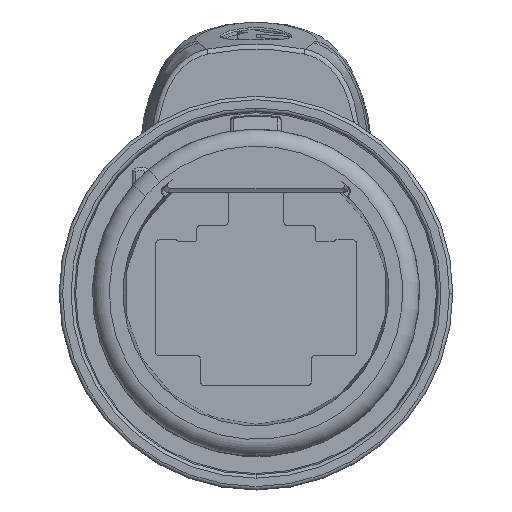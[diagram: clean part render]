
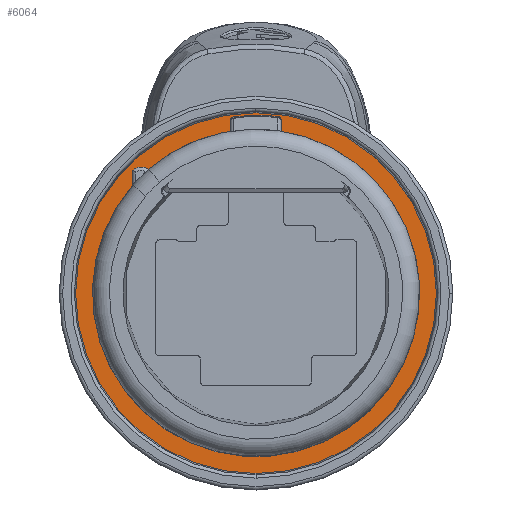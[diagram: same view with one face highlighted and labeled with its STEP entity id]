
A CAD part, top view. The second image highlights one B-rep face of the part: STEP entity #6064.
In plain terms, the highlighted planar face has unit normal (0, 0, 1).
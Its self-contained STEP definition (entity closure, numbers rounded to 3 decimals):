
#54=DIRECTION('',(-0.985,0.17,0.));
#55=VECTOR('',#54,0.146);
#56=CARTESIAN_POINT('',(1.65,8.215,-13.15));
#57=LINE('',#56,#55);
#58=DIRECTION('',(-0.01,1.,0.));
#59=VECTOR('',#58,0.337);
#60=CARTESIAN_POINT('',(1.506,8.24,-13.15));
#61=LINE('',#60,#59);
#62=DIRECTION('',(0.01,-1.,0.));
#63=VECTOR('',#62,0.243);
#64=CARTESIAN_POINT('',(-1.497,8.547,-13.15));
#65=LINE('',#64,#63);
#66=DIRECTION('',(-0.98,-0.198,0.));
#67=VECTOR('',#66,0.159);
#68=CARTESIAN_POINT('',(-1.494,8.303,-13.15));
#69=LINE('',#68,#67);
#70=DIRECTION('',(0.,1.,0.));
#71=VECTOR('',#70,1.261);
#72=CARTESIAN_POINT('',(-1.65,8.272,-13.15));
#73=LINE('',#72,#71);
#74=CARTESIAN_POINT('',(0.,0.,-13.15));
#75=DIRECTION('',(0.,0.,-1.));
#76=DIRECTION('',(-0.656,0.754,0.));
#77=AXIS2_PLACEMENT_3D('',#74,#75,#76);
#79=CARTESIAN_POINT('',(-6.8,6.7,-13.15));
#80=DIRECTION('',(0.,0.,-1.));
#81=DIRECTION('',(-0.667,0.745,0.));
#82=AXIS2_PLACEMENT_3D('',#79,#80,#81);
#84=DIRECTION('',(0.,-1.,0.));
#85=VECTOR('',#84,0.91);
#86=CARTESIAN_POINT('',(-7.3,7.259,-13.15));
#87=LINE('',#86,#85);
#88=CARTESIAN_POINT('',(0.,0.,-13.15));
#89=DIRECTION('',(0.,0.,-1.));
#90=DIRECTION('',(0.171,0.985,0.));
#91=AXIS2_PLACEMENT_3D('',#88,#89,#90);
#93=DIRECTION('',(0.,-1.,0.));
#94=VECTOR('',#93,1.318);
#95=CARTESIAN_POINT('',(1.65,9.533,-13.15));
#96=LINE('',#95,#94);
#97=CARTESIAN_POINT('',(0.,0.,-13.15));
#98=DIRECTION('',(0.,0.,-1.));
#99=DIRECTION('',(0.,1.,0.));
#100=AXIS2_PLACEMENT_3D('',#97,#98,#99);
#107=CARTESIAN_POINT('',(0.,0.,-13.15));
#108=DIRECTION('',(0.,0.,-1.));
#109=DIRECTION('',(0.,-1.,0.));
#110=AXIS2_PLACEMENT_3D('',#107,#108,#109);
#4752=CARTESIAN_POINT('',(-1.299,8.749,-13.15));
#4753=CARTESIAN_POINT('',(-1.365,8.748,-13.15));
#4754=CARTESIAN_POINT('',(-1.448,8.697,-13.15));
#4755=CARTESIAN_POINT('',(-1.497,8.613,-13.15));
#4756=CARTESIAN_POINT('',(-1.497,8.547,-13.15));
#4758=DIRECTION('',(1.,0.01,0.));
#4759=VECTOR('',#4758,2.6);
#4760=CARTESIAN_POINT('',(-1.299,8.749,-13.15));
#4761=LINE('',#4760,#4759);
#4774=CARTESIAN_POINT('',(1.503,8.576,-13.15));
#4775=CARTESIAN_POINT('',(1.502,8.643,-13.15));
#4776=CARTESIAN_POINT('',(1.451,8.725,-13.15));
#4777=CARTESIAN_POINT('',(1.368,8.775,-13.15));
#4778=CARTESIAN_POINT('',(1.301,8.774,-13.15));
#5795=CARTESIAN_POINT('',(-7.3,7.259,-13.15));
#5796=CARTESIAN_POINT('',(-7.3,6.349,-13.15));
#5797=VERTEX_POINT('',#5795);
#5798=VERTEX_POINT('',#5796);
#5799=CARTESIAN_POINT('',(-6.35,7.3,-13.15));
#5800=VERTEX_POINT('',#5799);
#5801=CARTESIAN_POINT('',(1.65,9.533,-13.15));
#5802=VERTEX_POINT('',#5801);
#5803=CARTESIAN_POINT('',(-1.65,9.533,-13.15));
#5804=VERTEX_POINT('',#5803);
#5864=VERTEX_POINT('',#4774);
#5865=VERTEX_POINT('',#4778);
#5866=CARTESIAN_POINT('',(-1.299,8.749,-13.15));
#5867=VERTEX_POINT('',#5866);
#5868=VERTEX_POINT('',#4756);
#5869=CARTESIAN_POINT('',(0.,10.669,-13.15));
#5870=CARTESIAN_POINT('',(0.,-10.669,-13.15));
#5871=VERTEX_POINT('',#5869);
#5872=VERTEX_POINT('',#5870);
#5938=CARTESIAN_POINT('',(-1.65,8.272,-13.15));
#5939=VERTEX_POINT('',#5938);
#5940=CARTESIAN_POINT('',(1.65,8.215,-13.15));
#5941=VERTEX_POINT('',#5940);
#5943=CARTESIAN_POINT('',(1.506,8.24,-13.15));
#5945=VERTEX_POINT('',#5943);
#5947=CARTESIAN_POINT('',(-1.494,8.303,-13.15));
#5949=VERTEX_POINT('',#5947);
#6027=CARTESIAN_POINT('',(0.,0.,-13.15));
#6028=DIRECTION('',(0.,0.,1.));
#6029=DIRECTION('',(1.,0.,0.));
#6030=AXIS2_PLACEMENT_3D('',#6027,#6028,#6029);
#6031=PLANE('',#6030);
#6033=ORIENTED_EDGE('',*,*,#6032,.T.);
#6035=ORIENTED_EDGE('',*,*,#6034,.T.);
#6036=EDGE_LOOP('',(#6033,#6035));
#6037=FACE_OUTER_BOUND('',#6036,.F.);
#6039=ORIENTED_EDGE('',*,*,#6038,.T.);
#6041=ORIENTED_EDGE('',*,*,#6040,.T.);
#6043=ORIENTED_EDGE('',*,*,#6042,.T.);
#6045=ORIENTED_EDGE('',*,*,#6044,.F.);
#6047=ORIENTED_EDGE('',*,*,#6046,.T.);
#6049=ORIENTED_EDGE('',*,*,#6048,.T.);
#6051=ORIENTED_EDGE('',*,*,#6050,.T.);
#6053=ORIENTED_EDGE('',*,*,#6052,.T.);
#6054=ORIENTED_EDGE('',*,*,#6016,.F.);
#6056=ORIENTED_EDGE('',*,*,#6055,.F.);
#6058=ORIENTED_EDGE('',*,*,#6057,.T.);
#6059=ORIENTED_EDGE('',*,*,#6004,.F.);
#6061=ORIENTED_EDGE('',*,*,#6060,.T.);
#6062=EDGE_LOOP('',(#6039,#6041,#6043,#6045,#6047,#6049,#6051,#6053,#6054,#6056,
#6058,#6059,#6061));
#6063=FACE_BOUND('',#6062,.F.);
#6064=ADVANCED_FACE('',(#6037,#6063),#6031,.T.);
#78=CIRCLE('',#77,9.675);
#83=CIRCLE('',#82,0.75);
#92=CIRCLE('',#91,9.675);
#101=CIRCLE('',#100,10.669);
#111=CIRCLE('',#110,10.669);
#4757=B_SPLINE_CURVE_WITH_KNOTS('',3,(#4752,#4753,#4754,#4755,#4756),
.UNSPECIFIED.,.F.,.F.,(4,1,4),(0.,0.5,1.),.UNSPECIFIED.);
#4779=B_SPLINE_CURVE_WITH_KNOTS('',3,(#4774,#4775,#4776,#4777,#4778),
.UNSPECIFIED.,.F.,.F.,(4,1,4),(0.,0.5,1.),.UNSPECIFIED.);
#6004=EDGE_CURVE('',#5802,#5798,#92,.T.);
#6016=EDGE_CURVE('',#5800,#5804,#78,.T.);
#6032=EDGE_CURVE('',#5871,#5872,#101,.T.);
#6034=EDGE_CURVE('',#5872,#5871,#111,.T.);
#6038=EDGE_CURVE('',#5941,#5945,#57,.T.);
#6040=EDGE_CURVE('',#5945,#5864,#61,.T.);
#6042=EDGE_CURVE('',#5864,#5865,#4779,.T.);
#6044=EDGE_CURVE('',#5867,#5865,#4761,.T.);
#6046=EDGE_CURVE('',#5867,#5868,#4757,.T.);
#6048=EDGE_CURVE('',#5868,#5949,#65,.T.);
#6050=EDGE_CURVE('',#5949,#5939,#69,.T.);
#6052=EDGE_CURVE('',#5939,#5804,#73,.T.);
#6055=EDGE_CURVE('',#5797,#5800,#83,.T.);
#6057=EDGE_CURVE('',#5797,#5798,#87,.T.);
#6060=EDGE_CURVE('',#5802,#5941,#96,.T.);
